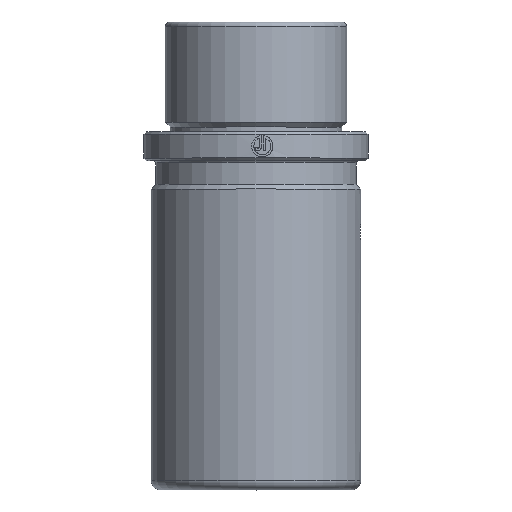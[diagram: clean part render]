
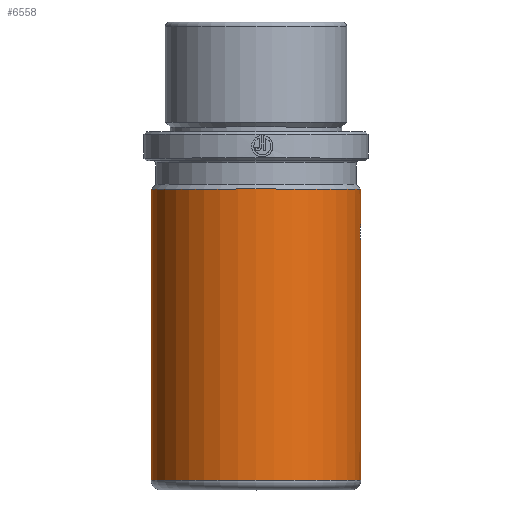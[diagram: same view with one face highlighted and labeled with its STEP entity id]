
A CAD part, top view. The second image highlights one B-rep face of the part: STEP entity #6558.
In plain terms, the highlighted cylindrical face has radius 22 mm (diameter 44 mm), a partial arc.
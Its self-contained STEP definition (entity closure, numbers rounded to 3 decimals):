
#135 = VECTOR ( 'NONE', #2235, 1000. ) ;
#312 = LINE ( 'NONE', #7289, #6716 ) ;
#330 = CARTESIAN_POINT ( 'NONE',  ( 21.91, 3.472, 1.986 ) ) ;
#410 = DIRECTION ( 'NONE',  ( 0., 1., 0. ) ) ;
#411 = FACE_OUTER_BOUND ( 'NONE', #3488, .T. ) ;
#507 = CIRCLE ( 'NONE', #2593, 22. ) ;
#678 = ORIENTED_EDGE ( 'NONE', *, *, #8317, .T. ) ;
#910 = CYLINDRICAL_SURFACE ( 'NONE', #3045, 22. ) ;
#980 = CARTESIAN_POINT ( 'NONE',  ( 21.857, 4.67, 2.5 ) ) ;
#1164 = CARTESIAN_POINT ( 'NONE',  ( 0., -47., 0. ) ) ;
#1260 = CARTESIAN_POINT ( 'NONE',  ( 21.867, 5.648, 2.42 ) ) ;
#1290 = CARTESIAN_POINT ( 'NONE',  ( 21.965, 7.17, 1.253 ) ) ;
#1343 = CARTESIAN_POINT ( 'NONE',  ( 22., 7.5, 0.163 ) ) ;
#1516 = CARTESIAN_POINT ( 'NONE',  ( 22., 0., 0. ) ) ;
#1572 = AXIS2_PLACEMENT_3D ( 'NONE', #1164, #4758, #4059 ) ;
#1591 = CARTESIAN_POINT ( 'NONE',  ( 0., 14., 0. ) ) ;
#1612 = CARTESIAN_POINT ( 'NONE',  ( 22., 2.5, 0.165 ) ) ;
#1642 = DIRECTION ( 'NONE',  ( 0., 1., 0. ) ) ;
#1690 = CARTESIAN_POINT ( 'NONE',  ( -22., -47., 0. ) ) ;
#1731 = EDGE_CURVE ( 'NONE', #2887, #1948, #5449, .T. ) ;
#1793 = VECTOR ( 'NONE', #4867, 1000. ) ;
#1901 = CARTESIAN_POINT ( 'NONE',  ( 21.872, 5.807, 2.372 ) ) ;
#1948 = VERTEX_POINT ( 'NONE', #6704 ) ;
#1982 = ORIENTED_EDGE ( 'NONE', *, *, #4129, .T. ) ;
#2093 = CARTESIAN_POINT ( 'NONE',  ( 21.991, 7.42, 0.648 ) ) ;
#2157 = CARTESIAN_POINT ( 'NONE',  ( 22., 2.5, 0. ) ) ;
#2222 = CARTESIAN_POINT ( 'NONE',  ( 21.893, 3.745, 2.169 ) ) ;
#2235 = DIRECTION ( 'NONE',  ( 0., 1., 0. ) ) ;
#2244 = CARTESIAN_POINT ( 'NONE',  ( 22., 2.5, 0. ) ) ;
#2258 = VERTEX_POINT ( 'NONE', #3580 ) ;
#2384 = CARTESIAN_POINT ( 'NONE',  ( 22., 0., 0. ) ) ;
#2389 = ORIENTED_EDGE ( 'NONE', *, *, #5958, .F. ) ;
#2504 = CARTESIAN_POINT ( 'NONE',  ( 21.857, 5., 2.5 ) ) ;
#2527 = CARTESIAN_POINT ( 'NONE',  ( 21.91, 6.525, 1.988 ) ) ;
#2555 = CARTESIAN_POINT ( 'NONE',  ( 21.986, 7.372, 0.806 ) ) ;
#2593 = AXIS2_PLACEMENT_3D ( 'NONE', #1591, #1642, #6008 ) ;
#2887 = VERTEX_POINT ( 'NONE', #4489 ) ;
#2889 = CARTESIAN_POINT ( 'NONE',  ( 21.948, 3.011, 1.524 ) ) ;
#2969 = B_SPLINE_CURVE_WITH_KNOTS ( 'NONE', 3,
 ( #2504, #7015, #3161, #1260, #1901, #4462, #6375, #2527, #7039, #3187, #5111, #1290, #6409, #2555, #2093, #3900, #1343, #3329 ),
 .UNSPECIFIED., .F., .F.,
 ( 4, 2, 2, 2, 2, 2, 2, 2, 4 ),
 ( 0., 0., 0.001, 0.001, 0.002, 0.002, 0.003, 0.003, 0.004 ),
 .UNSPECIFIED. ) ;
#3045 = AXIS2_PLACEMENT_3D ( 'NONE', #4773, #410, #8115 ) ;
#3081 = ORIENTED_EDGE ( 'NONE', *, *, #4682, .T. ) ;
#3161 = CARTESIAN_POINT ( 'NONE',  ( 21.859, 5.328, 2.484 ) ) ;
#3187 = CARTESIAN_POINT ( 'NONE',  ( 21.938, 6.884, 1.652 ) ) ;
#3329 = CARTESIAN_POINT ( 'NONE',  ( 22., 7.5, 0. ) ) ;
#3367 = ORIENTED_EDGE ( 'NONE', *, *, #1731, .T. ) ;
#3488 = EDGE_LOOP ( 'NONE', ( #3081, #678, #1982, #6498, #3367, #2389, #6898 ) ) ;
#3540 = CARTESIAN_POINT ( 'NONE',  ( 21.885, 3.891, 2.246 ) ) ;
#3545 = DIRECTION ( 'NONE',  ( 0., 1., 0. ) ) ;
#3580 = CARTESIAN_POINT ( 'NONE',  ( 22., -47., 0. ) ) ;
#3900 = CARTESIAN_POINT ( 'NONE',  ( 21.998, 7.484, 0.326 ) ) ;
#3981 = LINE ( 'NONE', #2384, #1793 ) ;
#4059 = DIRECTION ( 'NONE',  ( -1., 0., 0. ) ) ;
#4129 = EDGE_CURVE ( 'NONE', #6554, #7521, #4130, .T. ) ;
#4130 = B_SPLINE_CURVE_WITH_KNOTS ( 'NONE', 3,
 ( #2244, #1612, #8033, #6091, #5442, #7380, #6751, #2889, #7410, #4141, #330, #2222, #3540, #4808, #980, #6063 ),
 .UNSPECIFIED., .F., .F.,
 ( 4, 2, 2, 2, 2, 2, 2, 4 ),
 ( 0.012, 0.012, 0.013, 0.013, 0.014, 0.014, 0.015, 0.016 ),
 .UNSPECIFIED. ) ;
#4141 = CARTESIAN_POINT ( 'NONE',  ( 21.92, 3.347, 1.882 ) ) ;
#4463 = VERTEX_POINT ( 'NONE', #1690 ) ;
#4462 = CARTESIAN_POINT ( 'NONE',  ( 21.885, 6.109, 2.246 ) ) ;
#4489 = CARTESIAN_POINT ( 'NONE',  ( 22., 7.5, 0. ) ) ;
#4682 = EDGE_CURVE ( 'NONE', #4463, #2258, #5809, .T. ) ;
#4758 = DIRECTION ( 'NONE',  ( 0., 1., 0. ) ) ;
#4773 = CARTESIAN_POINT ( 'NONE',  ( 0., 0., 0. ) ) ;
#4808 = CARTESIAN_POINT ( 'NONE',  ( 21.865, 4.341, 2.434 ) ) ;
#4867 = DIRECTION ( 'NONE',  ( 0., 1., 0. ) ) ;
#4900 = VERTEX_POINT ( 'NONE', #7527 ) ;
#5111 = CARTESIAN_POINT ( 'NONE',  ( 21.947, 6.987, 1.526 ) ) ;
#5442 = CARTESIAN_POINT ( 'NONE',  ( 21.986, 2.628, 0.806 ) ) ;
#5449 = LINE ( 'NONE', #1516, #135 ) ;
#5575 = EDGE_CURVE ( 'NONE', #7521, #2887, #2969, .T. ) ;
#5809 = CIRCLE ( 'NONE', #1572, 22. ) ;
#5958 = EDGE_CURVE ( 'NONE', #4900, #1948, #507, .T. ) ;
#6008 = DIRECTION ( 'NONE',  ( -1., 0., 0. ) ) ;
#6063 = CARTESIAN_POINT ( 'NONE',  ( 21.857, 5., 2.5 ) ) ;
#6091 = CARTESIAN_POINT ( 'NONE',  ( 21.991, 2.58, 0.647 ) ) ;
#6137 = EDGE_CURVE ( 'NONE', #4463, #4900, #312, .T. ) ;
#6375 = CARTESIAN_POINT ( 'NONE',  ( 21.893, 6.253, 2.17 ) ) ;
#6409 = CARTESIAN_POINT ( 'NONE',  ( 21.973, 7.247, 1.107 ) ) ;
#6498 = ORIENTED_EDGE ( 'NONE', *, *, #5575, .T. ) ;
#6554 = VERTEX_POINT ( 'NONE', #2157 ) ;
#6558 = ADVANCED_FACE ( 'NONE', ( #411 ), #910, .T. ) ;
#6704 = CARTESIAN_POINT ( 'NONE',  ( 22., 14., 0. ) ) ;
#6716 = VECTOR ( 'NONE', #3545, 1000. ) ;
#6751 = CARTESIAN_POINT ( 'NONE',  ( 21.965, 2.83, 1.252 ) ) ;
#6898 = ORIENTED_EDGE ( 'NONE', *, *, #6137, .F. ) ;
#7015 = CARTESIAN_POINT ( 'NONE',  ( 21.857, 5.165, 2.5 ) ) ;
#7039 = CARTESIAN_POINT ( 'NONE',  ( 21.92, 6.653, 1.882 ) ) ;
#7289 = CARTESIAN_POINT ( 'NONE',  ( -22., 0., 0. ) ) ;
#7371 = CARTESIAN_POINT ( 'NONE',  ( 21.857, 5., 2.5 ) ) ;
#7380 = CARTESIAN_POINT ( 'NONE',  ( 21.973, 2.753, 1.108 ) ) ;
#7410 = CARTESIAN_POINT ( 'NONE',  ( 21.938, 3.117, 1.652 ) ) ;
#7521 = VERTEX_POINT ( 'NONE', #7371 ) ;
#7527 = CARTESIAN_POINT ( 'NONE',  ( -22., 14., 0. ) ) ;
#8033 = CARTESIAN_POINT ( 'NONE',  ( 21.998, 2.516, 0.328 ) ) ;
#8115 = DIRECTION ( 'NONE',  ( -1., 0., 0. ) ) ;
#8317 = EDGE_CURVE ( 'NONE', #2258, #6554, #3981, .T. ) ;
